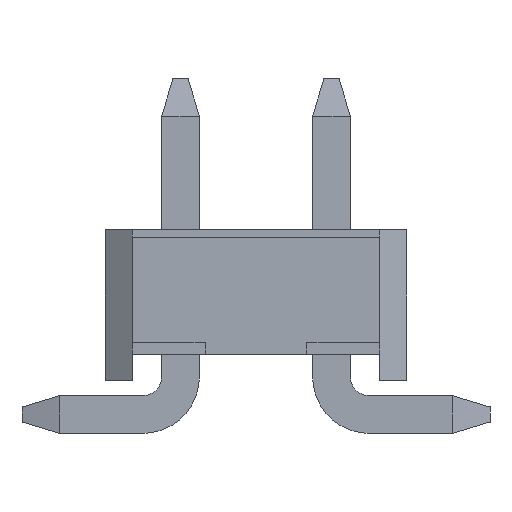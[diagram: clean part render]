
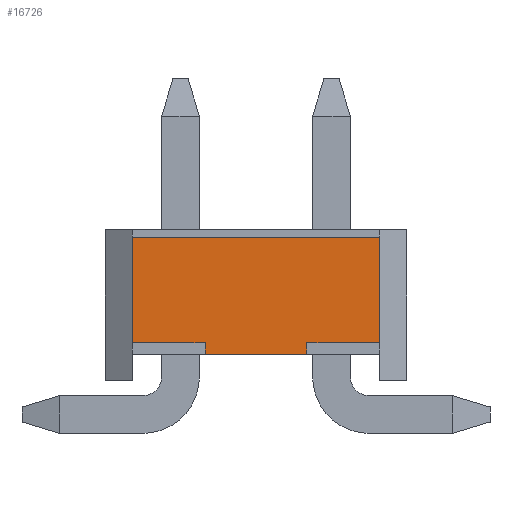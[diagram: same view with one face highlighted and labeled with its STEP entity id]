
A CAD part, front view. The second image highlights one B-rep face of the part: STEP entity #16726.
In plain terms, the highlighted face is planar.
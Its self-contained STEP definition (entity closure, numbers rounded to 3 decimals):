
#1416=ORIENTED_EDGE('',*,*,#4282,.T.);
#1417=ORIENTED_EDGE('',*,*,#3559,.F.);
#1418=ORIENTED_EDGE('',*,*,#3553,.T.);
#1419=ORIENTED_EDGE('',*,*,#4283,.T.);
#1420=ORIENTED_EDGE('',*,*,#3574,.T.);
#1421=ORIENTED_EDGE('',*,*,#3579,.T.);
#1422=ORIENTED_EDGE('',*,*,#4281,.F.);
#1423=ORIENTED_EDGE('',*,*,#3683,.F.);
#3553=EDGE_CURVE('',#5251,#5252,#6305,.T.);
#3559=EDGE_CURVE('',#5251,#5256,#6311,.T.);
#3574=EDGE_CURVE('',#5266,#5268,#6326,.T.);
#3579=EDGE_CURVE('',#5268,#5271,#6331,.T.);
#3683=EDGE_CURVE('',#5355,#5354,#6435,.T.);
#4281=EDGE_CURVE('',#5354,#5271,#7033,.T.);
#4282=EDGE_CURVE('',#5355,#5256,#7034,.T.);
#4283=EDGE_CURVE('',#5252,#5266,#7035,.T.);
#5251=VERTEX_POINT('',#21132);
#5252=VERTEX_POINT('',#21133);
#5256=VERTEX_POINT('',#21142);
#5266=VERTEX_POINT('',#21171);
#5268=VERTEX_POINT('',#21175);
#5271=VERTEX_POINT('',#21185);
#5354=VERTEX_POINT('',#21402);
#5355=VERTEX_POINT('',#21404);
#6305=LINE('',#21131,#7925);
#6311=LINE('',#21144,#7931);
#6326=LINE('',#21176,#7946);
#6331=LINE('',#21186,#7951);
#6435=LINE('',#21405,#8055);
#7033=LINE('',#22587,#8653);
#7034=LINE('',#22589,#8654);
#7035=LINE('',#22591,#8655);
#7925=VECTOR('',#17965,1000.);
#7931=VECTOR('',#17973,1000.);
#7946=VECTOR('',#17998,1000.);
#7951=VECTOR('',#18007,1000.);
#8055=VECTOR('',#18173,1000.);
#8653=VECTOR('',#19179,1000.);
#8654=VECTOR('',#19182,1000.);
#8655=VECTOR('',#19185,1000.);
#9804=EDGE_LOOP('',(#1416,#1417,#1418,#1419,#1420,#1421,#1422,#1423));
#10534=FACE_BOUND('',#9804,.T.);
#11244=PLANE('',#17423);
#16726=ADVANCED_FACE('',(#10534),#11244,.T.);
#17423=AXIS2_PLACEMENT_3D('',#22590,#19183,#19184);
#17965=DIRECTION('',(0.,0.,-1.));
#17973=DIRECTION('',(0.,1.,0.));
#17998=DIRECTION('',(0.,0.,1.));
#18007=DIRECTION('',(0.,-1.,0.));
#18173=DIRECTION('',(0.,-1.,0.));
#19179=DIRECTION('',(0.,0.,-1.));
#19182=DIRECTION('',(0.,0.,-1.));
#19183=DIRECTION('',(-1.,0.,0.));
#19184=DIRECTION('',(0.,0.,1.));
#19185=DIRECTION('',(0.,-1.,0.));
#21131=CARTESIAN_POINT('',(-10.,0.674,-0.5));
#21132=CARTESIAN_POINT('',(-10.,0.674,-0.5));
#21133=CARTESIAN_POINT('',(-10.,0.674,-0.65));
#21142=CARTESIAN_POINT('',(-10.,1.64,-0.5));
#21144=CARTESIAN_POINT('',(-10.,0.674,-0.5));
#21171=CARTESIAN_POINT('',(-10.,-0.674,-0.65));
#21175=CARTESIAN_POINT('',(-10.,-0.674,-0.5));
#21176=CARTESIAN_POINT('',(-10.,-0.674,-0.65));
#21185=CARTESIAN_POINT('',(-10.,-1.64,-0.5));
#21186=CARTESIAN_POINT('',(-10.,-0.674,-0.5));
#21402=CARTESIAN_POINT('',(-10.,-1.64,0.9));
#21404=CARTESIAN_POINT('',(-10.,1.64,0.9));
#21405=CARTESIAN_POINT('',(-10.,1.64,0.9));
#22587=CARTESIAN_POINT('',(-10.,-1.64,0.));
#22589=CARTESIAN_POINT('',(-10.,1.64,0.));
#22590=CARTESIAN_POINT('',(-10.,0.,0.));
#22591=CARTESIAN_POINT('',(-10.,0.,-0.65));
